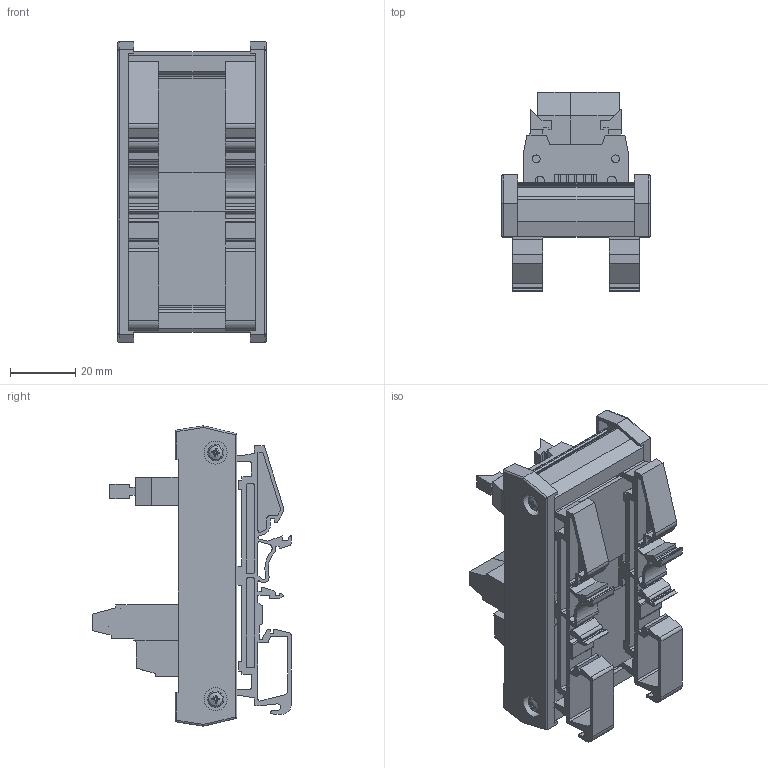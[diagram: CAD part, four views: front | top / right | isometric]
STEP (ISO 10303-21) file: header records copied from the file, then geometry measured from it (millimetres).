
FILE_DESCRIPTION((''),'2;1');
FILE_NAME('FBK_10.stp','2013-06-28T16:08:22',('roland'),(''),'Autodesk Inventor 2013','Autodesk Inventor 2013','');
FILE_SCHEMA(('CONFIG_CONTROL_DESIGN'));
Length unit declared in the file: millimetre
Products named in the file (11): FBK_100; 10 BASE PLATE; 2 GREEN updated; 3 GREEN updated; FBK10; 15 CASE; BASE LEGS; BASE SIDE; BS EN ISO 7045 Z - Metric M2.5 x 10 - 4.8 - Z; 10 lable2; 10 lable1
Assembly tree (15 placements, depth 2):
  FBK_100
    10 BASE PLATE
    2 GREEN updated
    3 GREEN updated
    FBK10
    15 CASE
    BASE LEGS  x2
    BASE SIDE  x2
    BS EN ISO 7045 Z - Metric M2.5 x 10 - 4.8 - Z  x4
    10 lable2
    10 lable1
Bounding box: 45.6 x 61.19 x 92.02 mm (x, y, z)
Volume: 42228.3 mm3; surface area: 52950.3 mm2
Topology: 15 solids, 15 shells, 1807 faces, 4595 edges, 3024 vertices
Faces by surface type: plane 1121, cylinder 484, bspline 114, cone 64, torus 20, sphere 4
Full cylindrical faces by diameter (mm): 0.5 x60, 1.25 x10, 1.7 x10, 2 x95, 2.256 x4, 2.4 x4, 2.5 x14, 2.57 x10, 2.7 x2, 2.8 x2, 3.2 x4, 3.3 x2, 4 x10, 6.35 x2, 7 x4, 9 x4
Entity records: 42922 total; most frequent: CARTESIAN_POINT 8843, ORIENTED_EDGE 6632, DIRECTION 6544, EDGE_CURVE 3316, VERTEX_POINT 2334, VECTOR 2242, LINE 2242, AXIS2_PLACEMENT_3D 2151
